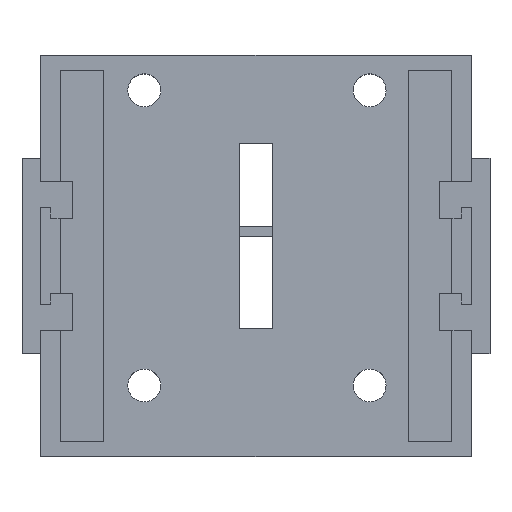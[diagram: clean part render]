
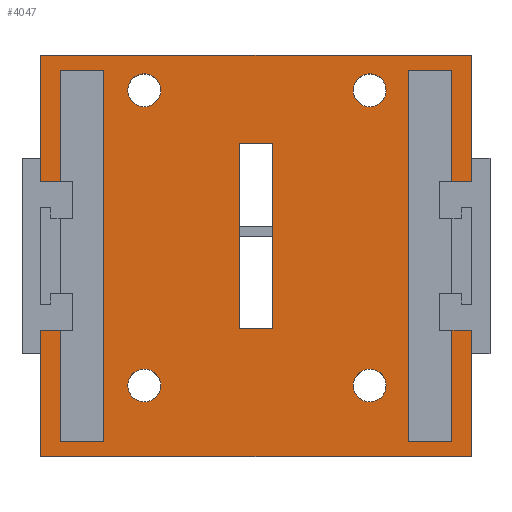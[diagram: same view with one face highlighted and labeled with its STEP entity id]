
A CAD part, top view. The second image highlights one B-rep face of the part: STEP entity #4047.
In plain terms, the highlighted planar face has unit normal (0, 0, 1).
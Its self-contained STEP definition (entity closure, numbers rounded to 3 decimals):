
#5=DIRECTION('',(1.,0.,0.));
#6=VECTOR('',#5,41.9);
#7=CARTESIAN_POINT('',(-20.95,-19.5,6.));
#8=LINE('',#7,#6);
#625=DIRECTION('',(-1.,0.,0.));
#626=VECTOR('',#625,1.9);
#627=CARTESIAN_POINT('',(20.95,-7.25,6.));
#628=LINE('',#627,#626);
#629=DIRECTION('',(0.,1.,0.));
#630=VECTOR('',#629,12.25);
#631=CARTESIAN_POINT('',(-20.95,-19.5,6.));
#632=LINE('',#631,#630);
#633=DIRECTION('',(1.,0.,0.));
#634=VECTOR('',#633,1.9);
#635=CARTESIAN_POINT('',(-20.95,-7.25,6.));
#636=LINE('',#635,#634);
#637=DIRECTION('',(0.,1.,0.));
#638=VECTOR('',#637,10.75);
#639=CARTESIAN_POINT('',(-19.05,-18.,6.));
#640=LINE('',#639,#638);
#641=DIRECTION('',(-1.,0.,0.));
#642=VECTOR('',#641,4.25);
#643=CARTESIAN_POINT('',(-14.8,-18.,6.));
#644=LINE('',#643,#642);
#645=DIRECTION('',(0.,-1.,0.));
#646=VECTOR('',#645,36.);
#647=CARTESIAN_POINT('',(-14.8,18.,6.));
#648=LINE('',#647,#646);
#649=DIRECTION('',(1.,0.,0.));
#650=VECTOR('',#649,4.25);
#651=CARTESIAN_POINT('',(-19.05,18.,6.));
#652=LINE('',#651,#650);
#653=DIRECTION('',(0.,1.,0.));
#654=VECTOR('',#653,10.75);
#655=CARTESIAN_POINT('',(-19.05,7.25,6.));
#656=LINE('',#655,#654);
#657=DIRECTION('',(1.,0.,0.));
#658=VECTOR('',#657,1.9);
#659=CARTESIAN_POINT('',(-20.95,7.25,6.));
#660=LINE('',#659,#658);
#661=DIRECTION('',(0.,1.,0.));
#662=VECTOR('',#661,12.25);
#663=CARTESIAN_POINT('',(-20.95,7.25,6.));
#664=LINE('',#663,#662);
#665=DIRECTION('',(-1.,0.,0.));
#666=VECTOR('',#665,1.9);
#667=CARTESIAN_POINT('',(20.95,7.25,6.));
#668=LINE('',#667,#666);
#669=DIRECTION('',(0.,1.,0.));
#670=VECTOR('',#669,10.75);
#671=CARTESIAN_POINT('',(19.05,7.25,6.));
#672=LINE('',#671,#670);
#673=DIRECTION('',(-1.,0.,0.));
#674=VECTOR('',#673,4.25);
#675=CARTESIAN_POINT('',(19.05,18.,6.));
#676=LINE('',#675,#674);
#677=DIRECTION('',(0.,-1.,0.));
#678=VECTOR('',#677,36.);
#679=CARTESIAN_POINT('',(14.8,18.,6.));
#680=LINE('',#679,#678);
#681=DIRECTION('',(1.,0.,0.));
#682=VECTOR('',#681,4.25);
#683=CARTESIAN_POINT('',(14.8,-18.,6.));
#684=LINE('',#683,#682);
#685=DIRECTION('',(0.,1.,0.));
#686=VECTOR('',#685,10.75);
#687=CARTESIAN_POINT('',(19.05,-18.,6.));
#688=LINE('',#687,#686);
#689=DIRECTION('',(0.,-1.,0.));
#690=VECTOR('',#689,18.);
#691=CARTESIAN_POINT('',(1.65,10.9,6.));
#692=LINE('',#691,#690);
#693=DIRECTION('',(1.,0.,0.));
#694=VECTOR('',#693,3.3);
#695=CARTESIAN_POINT('',(-1.65,10.9,6.));
#696=LINE('',#695,#694);
#697=DIRECTION('',(0.,1.,0.));
#698=VECTOR('',#697,18.);
#699=CARTESIAN_POINT('',(-1.65,-7.1,6.));
#700=LINE('',#699,#698);
#701=DIRECTION('',(-1.,0.,0.));
#702=VECTOR('',#701,3.3);
#703=CARTESIAN_POINT('',(1.65,-7.1,6.));
#704=LINE('',#703,#702);
#705=CARTESIAN_POINT('',(11.05,16.1,6.));
#706=DIRECTION('',(0.,0.,-1.));
#707=DIRECTION('',(-1.,0.,0.));
#708=AXIS2_PLACEMENT_3D('',#705,#706,#707);
#710=CARTESIAN_POINT('',(11.05,16.1,6.));
#711=DIRECTION('',(0.,0.,-1.));
#712=DIRECTION('',(1.,0.,0.));
#713=AXIS2_PLACEMENT_3D('',#710,#711,#712);
#715=CARTESIAN_POINT('',(-10.86,16.1,6.));
#716=DIRECTION('',(0.,0.,-1.));
#717=DIRECTION('',(-1.,0.,0.));
#718=AXIS2_PLACEMENT_3D('',#715,#716,#717);
#720=CARTESIAN_POINT('',(-10.86,16.1,6.));
#721=DIRECTION('',(0.,0.,-1.));
#722=DIRECTION('',(1.,0.,0.));
#723=AXIS2_PLACEMENT_3D('',#720,#721,#722);
#725=CARTESIAN_POINT('',(-10.86,-12.6,6.));
#726=DIRECTION('',(0.,0.,-1.));
#727=DIRECTION('',(-1.,0.,0.));
#728=AXIS2_PLACEMENT_3D('',#725,#726,#727);
#730=CARTESIAN_POINT('',(-10.86,-12.6,6.));
#731=DIRECTION('',(0.,0.,-1.));
#732=DIRECTION('',(1.,0.,0.));
#733=AXIS2_PLACEMENT_3D('',#730,#731,#732);
#735=CARTESIAN_POINT('',(11.05,-12.6,6.));
#736=DIRECTION('',(0.,0.,-1.));
#737=DIRECTION('',(-1.,0.,0.));
#738=AXIS2_PLACEMENT_3D('',#735,#736,#737);
#740=CARTESIAN_POINT('',(11.05,-12.6,6.));
#741=DIRECTION('',(0.,0.,-1.));
#742=DIRECTION('',(1.,0.,0.));
#743=AXIS2_PLACEMENT_3D('',#740,#741,#742);
#973=DIRECTION('',(0.,1.,0.));
#974=VECTOR('',#973,12.25);
#975=CARTESIAN_POINT('',(20.95,-19.5,6.));
#976=LINE('',#975,#974);
#981=DIRECTION('',(0.,1.,0.));
#982=VECTOR('',#981,12.25);
#983=CARTESIAN_POINT('',(20.95,7.25,6.));
#984=LINE('',#983,#982);
#1425=DIRECTION('',(1.,0.,0.));
#1426=VECTOR('',#1425,41.9);
#1427=CARTESIAN_POINT('',(-20.95,19.5,6.));
#1428=LINE('',#1427,#1426);
#2458=CARTESIAN_POINT('',(-20.95,-19.5,6.));
#2460=VERTEX_POINT('',#2458);
#2461=CARTESIAN_POINT('',(20.95,-19.5,6.));
#2462=VERTEX_POINT('',#2461);
#2466=CARTESIAN_POINT('',(-20.95,19.5,6.));
#2468=VERTEX_POINT('',#2466);
#2469=CARTESIAN_POINT('',(20.95,19.5,6.));
#2470=VERTEX_POINT('',#2469);
#2657=CARTESIAN_POINT('',(-14.8,18.,6.));
#2658=VERTEX_POINT('',#2657);
#2659=CARTESIAN_POINT('',(-14.8,-18.,6.));
#2660=VERTEX_POINT('',#2659);
#2661=CARTESIAN_POINT('',(-19.05,-18.,6.));
#2662=VERTEX_POINT('',#2661);
#2663=CARTESIAN_POINT('',(-19.05,18.,6.));
#2664=VERTEX_POINT('',#2663);
#2709=CARTESIAN_POINT('',(-20.95,-7.25,6.));
#2710=VERTEX_POINT('',#2709);
#2711=CARTESIAN_POINT('',(-20.95,7.25,6.));
#2712=VERTEX_POINT('',#2711);
#2717=CARTESIAN_POINT('',(-19.05,-7.25,6.));
#2718=VERTEX_POINT('',#2717);
#2719=CARTESIAN_POINT('',(-19.05,7.25,6.));
#2720=VERTEX_POINT('',#2719);
#2857=CARTESIAN_POINT('',(14.8,18.,6.));
#2858=VERTEX_POINT('',#2857);
#2859=CARTESIAN_POINT('',(14.8,-18.,6.));
#2860=VERTEX_POINT('',#2859);
#2861=CARTESIAN_POINT('',(19.05,-18.,6.));
#2862=VERTEX_POINT('',#2861);
#2863=CARTESIAN_POINT('',(19.05,18.,6.));
#2864=VERTEX_POINT('',#2863);
#2937=CARTESIAN_POINT('',(20.95,-7.25,6.));
#2938=CARTESIAN_POINT('',(19.05,-7.25,6.));
#2939=VERTEX_POINT('',#2937);
#2940=VERTEX_POINT('',#2938);
#2941=CARTESIAN_POINT('',(20.95,7.25,6.));
#2942=CARTESIAN_POINT('',(19.05,7.25,6.));
#2943=VERTEX_POINT('',#2941);
#2944=VERTEX_POINT('',#2942);
#2953=CARTESIAN_POINT('',(1.65,10.9,6.));
#2954=CARTESIAN_POINT('',(1.65,-7.1,6.));
#2955=VERTEX_POINT('',#2953);
#2956=VERTEX_POINT('',#2954);
#2957=CARTESIAN_POINT('',(-1.65,-7.1,6.));
#2958=VERTEX_POINT('',#2957);
#2959=CARTESIAN_POINT('',(-1.65,10.9,6.));
#2960=VERTEX_POINT('',#2959);
#3017=CARTESIAN_POINT('',(9.45,16.1,6.));
#3018=CARTESIAN_POINT('',(12.65,16.1,6.));
#3019=VERTEX_POINT('',#3017);
#3020=VERTEX_POINT('',#3018);
#3021=CARTESIAN_POINT('',(-12.46,16.1,6.));
#3022=CARTESIAN_POINT('',(-9.26,16.1,6.));
#3023=VERTEX_POINT('',#3021);
#3024=VERTEX_POINT('',#3022);
#3025=CARTESIAN_POINT('',(-12.46,-12.6,6.));
#3026=CARTESIAN_POINT('',(-9.26,-12.6,6.));
#3027=VERTEX_POINT('',#3025);
#3028=VERTEX_POINT('',#3026);
#3029=CARTESIAN_POINT('',(9.45,-12.6,6.));
#3030=CARTESIAN_POINT('',(12.65,-12.6,6.));
#3031=VERTEX_POINT('',#3029);
#3032=VERTEX_POINT('',#3030);
#3969=CARTESIAN_POINT('',(-20.95,-19.5,6.));
#3970=DIRECTION('',(0.,0.,1.));
#3971=DIRECTION('',(1.,0.,0.));
#3972=AXIS2_PLACEMENT_3D('',#3969,#3970,#3971);
#3973=PLANE('',#3972);
#3975=ORIENTED_EDGE('',*,*,#3974,.F.);
#3977=ORIENTED_EDGE('',*,*,#3976,.F.);
#3978=ORIENTED_EDGE('',*,*,#3264,.F.);
#3979=ORIENTED_EDGE('',*,*,#3324,.T.);
#3981=ORIENTED_EDGE('',*,*,#3980,.T.);
#3983=ORIENTED_EDGE('',*,*,#3982,.F.);
#3985=ORIENTED_EDGE('',*,*,#3984,.F.);
#3987=ORIENTED_EDGE('',*,*,#3986,.F.);
#3989=ORIENTED_EDGE('',*,*,#3988,.F.);
#3991=ORIENTED_EDGE('',*,*,#3990,.F.);
#3993=ORIENTED_EDGE('',*,*,#3992,.F.);
#3994=ORIENTED_EDGE('',*,*,#3375,.T.);
#3996=ORIENTED_EDGE('',*,*,#3995,.T.);
#3998=ORIENTED_EDGE('',*,*,#3997,.F.);
#4000=ORIENTED_EDGE('',*,*,#3999,.T.);
#4002=ORIENTED_EDGE('',*,*,#4001,.T.);
#4004=ORIENTED_EDGE('',*,*,#4003,.T.);
#4006=ORIENTED_EDGE('',*,*,#4005,.T.);
#4008=ORIENTED_EDGE('',*,*,#4007,.T.);
#4010=ORIENTED_EDGE('',*,*,#4009,.T.);
#4011=EDGE_LOOP('',(#3975,#3977,#3978,#3979,#3981,#3983,#3985,#3987,#3989,#3991,
#3993,#3994,#3996,#3998,#4000,#4002,#4004,#4006,#4008,#4010));
#4012=FACE_OUTER_BOUND('',#4011,.F.);
#4014=ORIENTED_EDGE('',*,*,#4013,.F.);
#4016=ORIENTED_EDGE('',*,*,#4015,.F.);
#4018=ORIENTED_EDGE('',*,*,#4017,.F.);
#4020=ORIENTED_EDGE('',*,*,#4019,.F.);
#4021=EDGE_LOOP('',(#4014,#4016,#4018,#4020));
#4022=FACE_BOUND('',#4021,.F.);
#4024=ORIENTED_EDGE('',*,*,#4023,.F.);
#4026=ORIENTED_EDGE('',*,*,#4025,.F.);
#4027=EDGE_LOOP('',(#4024,#4026));
#4028=FACE_BOUND('',#4027,.F.);
#4030=ORIENTED_EDGE('',*,*,#4029,.F.);
#4032=ORIENTED_EDGE('',*,*,#4031,.F.);
#4033=EDGE_LOOP('',(#4030,#4032));
#4034=FACE_BOUND('',#4033,.F.);
#4036=ORIENTED_EDGE('',*,*,#4035,.F.);
#4038=ORIENTED_EDGE('',*,*,#4037,.F.);
#4039=EDGE_LOOP('',(#4036,#4038));
#4040=FACE_BOUND('',#4039,.F.);
#4042=ORIENTED_EDGE('',*,*,#4041,.F.);
#4044=ORIENTED_EDGE('',*,*,#4043,.F.);
#4045=EDGE_LOOP('',(#4042,#4044));
#4046=FACE_BOUND('',#4045,.F.);
#4047=ADVANCED_FACE('',(#4012,#4022,#4028,#4034,#4040,#4046),#3973,.T.);
#709=CIRCLE('',#708,1.6);
#714=CIRCLE('',#713,1.6);
#719=CIRCLE('',#718,1.6);
#724=CIRCLE('',#723,1.6);
#729=CIRCLE('',#728,1.6);
#734=CIRCLE('',#733,1.6);
#739=CIRCLE('',#738,1.6);
#744=CIRCLE('',#743,1.6);
#3264=EDGE_CURVE('',#2460,#2462,#8,.T.);
#3324=EDGE_CURVE('',#2460,#2710,#632,.T.);
#3375=EDGE_CURVE('',#2712,#2468,#664,.T.);
#3974=EDGE_CURVE('',#2939,#2940,#628,.T.);
#3976=EDGE_CURVE('',#2462,#2939,#976,.T.);
#3980=EDGE_CURVE('',#2710,#2718,#636,.T.);
#3982=EDGE_CURVE('',#2662,#2718,#640,.T.);
#3984=EDGE_CURVE('',#2660,#2662,#644,.T.);
#3986=EDGE_CURVE('',#2658,#2660,#648,.T.);
#3988=EDGE_CURVE('',#2664,#2658,#652,.T.);
#3990=EDGE_CURVE('',#2720,#2664,#656,.T.);
#3992=EDGE_CURVE('',#2712,#2720,#660,.T.);
#3995=EDGE_CURVE('',#2468,#2470,#1428,.T.);
#3997=EDGE_CURVE('',#2943,#2470,#984,.T.);
#3999=EDGE_CURVE('',#2943,#2944,#668,.T.);
#4001=EDGE_CURVE('',#2944,#2864,#672,.T.);
#4003=EDGE_CURVE('',#2864,#2858,#676,.T.);
#4005=EDGE_CURVE('',#2858,#2860,#680,.T.);
#4007=EDGE_CURVE('',#2860,#2862,#684,.T.);
#4009=EDGE_CURVE('',#2862,#2940,#688,.T.);
#4013=EDGE_CURVE('',#2955,#2956,#692,.T.);
#4015=EDGE_CURVE('',#2960,#2955,#696,.T.);
#4017=EDGE_CURVE('',#2958,#2960,#700,.T.);
#4019=EDGE_CURVE('',#2956,#2958,#704,.T.);
#4023=EDGE_CURVE('',#3019,#3020,#709,.T.);
#4025=EDGE_CURVE('',#3020,#3019,#714,.T.);
#4029=EDGE_CURVE('',#3023,#3024,#719,.T.);
#4031=EDGE_CURVE('',#3024,#3023,#724,.T.);
#4035=EDGE_CURVE('',#3027,#3028,#729,.T.);
#4037=EDGE_CURVE('',#3028,#3027,#734,.T.);
#4041=EDGE_CURVE('',#3031,#3032,#739,.T.);
#4043=EDGE_CURVE('',#3032,#3031,#744,.T.);
